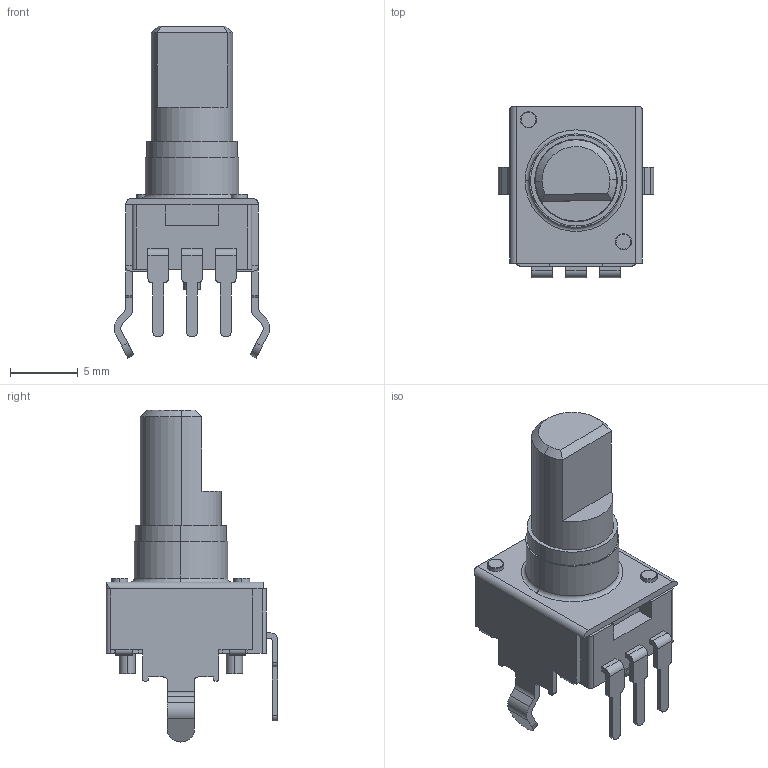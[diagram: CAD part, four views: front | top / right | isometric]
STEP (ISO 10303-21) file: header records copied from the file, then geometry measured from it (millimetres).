
FILE_DESCRIPTION (( 'STEP AP214' ), '1' );
FILE_NAME ('R0903N.STEP', '2021-10-06T02:43:20', ( 'lenovo' ), ( 'Microsoft' ), 'SwSTEP 2.0', 'SolidWorks 2020', '' );
FILE_SCHEMA (( 'AUTOMOTIVE_DESIGN' ));
Length unit declared in the file: millimetre
Products named in the file (5): R0903N; r0903n.asm.7; i19310; r0902n-1.prt.6; r0903n盓殤
Assembly tree (4 placements, depth 3):
  R0903N
    r0903n.asm.7
      r0902n-1.prt.6
    r0903n盓殤
    i19310
Bounding box: 11.5 x 12.65 x 24.5 mm (x, y, z)
Volume: 848.4 mm3; surface area: 1731.9 mm2
Topology: 3 solids, 3 shells, 302 faces, 797 edges, 522 vertices
Faces by surface type: plane 184, cylinder 109, torus 6, cone 3
Entity records: 12407 total; most frequent: CARTESIAN_POINT 1748, DIRECTION 1648, ORIENTED_EDGE 1594, EDGE_CURVE 797, VECTOR 550, LINE 550, AXIS2_PLACEMENT_3D 549, VERTEX_POINT 522
